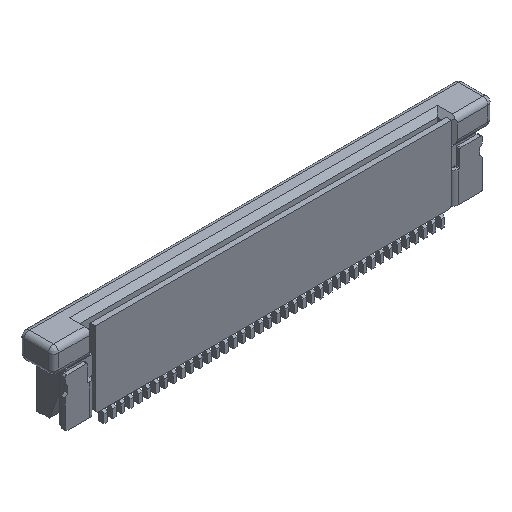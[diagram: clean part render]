
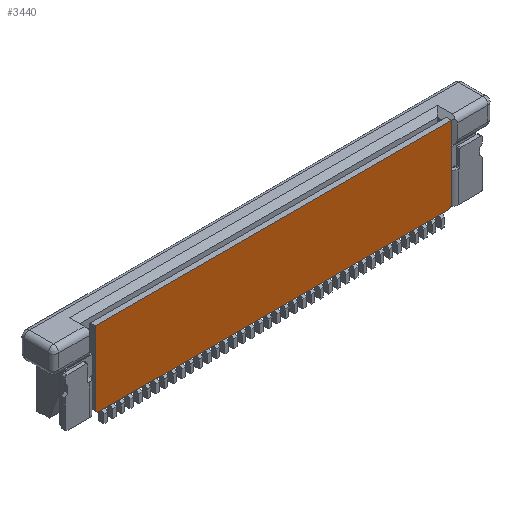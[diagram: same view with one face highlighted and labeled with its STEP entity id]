
A CAD part, isometric view. The second image highlights one B-rep face of the part: STEP entity #3440.
In plain terms, the highlighted planar face has unit normal (0, -1, 0).
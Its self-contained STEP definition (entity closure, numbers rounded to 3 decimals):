
#119 = CARTESIAN_POINT ( 'NONE',  ( 10.3, -1., -2.195 ) ) ;
#1585 = ORIENTED_EDGE ( 'NONE', *, *, #12577, .T. ) ;
#2072 = DIRECTION ( 'NONE',  ( 0., 0., 1. ) ) ;
#2159 = LINE ( 'NONE', #21756, #12102 ) ;
#2786 = EDGE_CURVE ( 'NONE', #19538, #22003, #4162, .T. ) ;
#3207 = CARTESIAN_POINT ( 'NONE',  ( 10.15, -1., -4.4 ) ) ;
#3421 = DIRECTION ( 'NONE',  ( -1., 0., 0. ) ) ;
#3440 = ADVANCED_FACE ( 'NONE', ( #4813 ), #19149, .T. ) ;
#4076 = VERTEX_POINT ( 'NONE', #22062 ) ;
#4162 = LINE ( 'NONE', #22689, #9470 ) ;
#4813 = FACE_OUTER_BOUND ( 'NONE', #16105, .T. ) ;
#5580 = VERTEX_POINT ( 'NONE', #13682 ) ;
#5695 = VECTOR ( 'NONE', #2072, 1000. ) ;
#5816 = DIRECTION ( 'NONE',  ( -0.707, 0., -0.707 ) ) ;
#6333 = LINE ( 'NONE', #119, #5695 ) ;
#6573 = LINE ( 'NONE', #11351, #21688 ) ;
#6580 = ORIENTED_EDGE ( 'NONE', *, *, #14156, .T. ) ;
#6963 = ORIENTED_EDGE ( 'NONE', *, *, #9731, .T. ) ;
#7956 = ORIENTED_EDGE ( 'NONE', *, *, #2786, .T. ) ;
#9470 = VECTOR ( 'NONE', #24621, 1000. ) ;
#9582 = CARTESIAN_POINT ( 'NONE',  ( 10.3, -1., 0.01 ) ) ;
#9704 = VECTOR ( 'NONE', #5816, 1000. ) ;
#9731 = EDGE_CURVE ( 'NONE', #15663, #5580, #6573, .T. ) ;
#9957 = DIRECTION ( 'NONE',  ( 0., 0., -1. ) ) ;
#11351 = CARTESIAN_POINT ( 'NONE',  ( 0., -1., 0.01 ) ) ;
#11739 = CARTESIAN_POINT ( 'NONE',  ( 10.225, -1., -4.325 ) ) ;
#11783 = LINE ( 'NONE', #12146, #21623 ) ;
#11948 = EDGE_CURVE ( 'NONE', #21904, #22003, #14911, .T. ) ;
#11977 = ORIENTED_EDGE ( 'NONE', *, *, #16453, .T. ) ;
#12102 = VECTOR ( 'NONE', #9957, 1000. ) ;
#12146 = CARTESIAN_POINT ( 'NONE',  ( -10.3, -1., -4.25 ) ) ;
#12577 = EDGE_CURVE ( 'NONE', #5580, #4076, #2159, .T. ) ;
#13273 = DIRECTION ( 'NONE',  ( -1., 0., 0. ) ) ;
#13682 = CARTESIAN_POINT ( 'NONE',  ( -10.3, -1., 0.01 ) ) ;
#14156 = EDGE_CURVE ( 'NONE', #4076, #19538, #11783, .T. ) ;
#14911 = LINE ( 'NONE', #11739, #9704 ) ;
#15251 = DIRECTION ( 'NONE',  ( 0., -1., 0. ) ) ;
#15663 = VERTEX_POINT ( 'NONE', #9582 ) ;
#16105 = EDGE_LOOP ( 'NONE', ( #6963, #1585, #6580, #7956, #16475, #11977 ) ) ;
#16453 = EDGE_CURVE ( 'NONE', #21904, #15663, #6333, .T. ) ;
#16475 = ORIENTED_EDGE ( 'NONE', *, *, #11948, .F. ) ;
#18131 = DIRECTION ( 'NONE',  ( 0.707, 0., -0.707 ) ) ;
#19149 = PLANE ( 'NONE',  #25436 ) ;
#19538 = VERTEX_POINT ( 'NONE', #22916 ) ;
#20490 = CARTESIAN_POINT ( 'NONE',  ( 10.3, -1., -4.25 ) ) ;
#21623 = VECTOR ( 'NONE', #18131, 1000. ) ;
#21688 = VECTOR ( 'NONE', #13273, 1000. ) ;
#21756 = CARTESIAN_POINT ( 'NONE',  ( -10.3, -1., -2.195 ) ) ;
#21904 = VERTEX_POINT ( 'NONE', #20490 ) ;
#22003 = VERTEX_POINT ( 'NONE', #3207 ) ;
#22062 = CARTESIAN_POINT ( 'NONE',  ( -10.3, -1., -4.25 ) ) ;
#22689 = CARTESIAN_POINT ( 'NONE',  ( 10.712, -1., -4.4 ) ) ;
#22916 = CARTESIAN_POINT ( 'NONE',  ( -10.15, -1., -4.4 ) ) ;
#23098 = CARTESIAN_POINT ( 'NONE',  ( 10.712, -1., 0.098 ) ) ;
#24621 = DIRECTION ( 'NONE',  ( 1., 0., 0. ) ) ;
#25436 = AXIS2_PLACEMENT_3D ( 'NONE', #23098, #15251, #3421 ) ;
